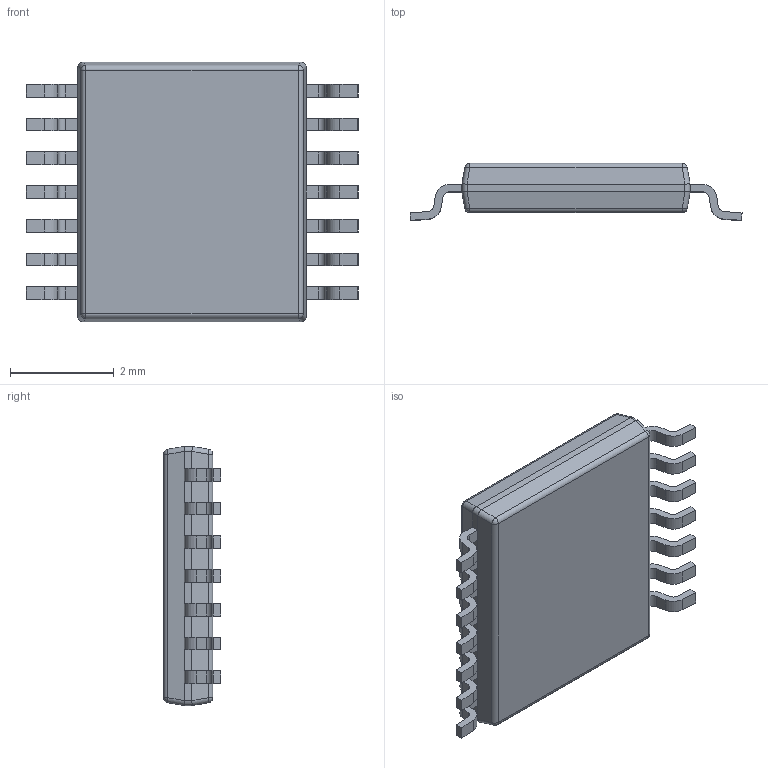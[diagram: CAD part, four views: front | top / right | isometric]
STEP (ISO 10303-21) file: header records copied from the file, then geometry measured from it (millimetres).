
FILE_DESCRIPTION (( 'STEP AP214' ), '1' );
FILE_NAME ('14 TSSOP_21-0066.STEP', '2023-12-08T09:37:18', ( '' ), ( '' ), 'SwSTEP 2.0', 'SolidWorks 2021', '' );
FILE_SCHEMA (( 'AUTOMOTIVE_DESIGN' ));
Length unit declared in the file: millimetre
Products named in the file (1): 14 TSSOP_21-0066
Bounding box: 6.4 x 1.1 x 5 mm (x, y, z)
Volume: 21 mm3; surface area: 74.2 mm2
Topology: 16 solids, 16 shells, 245 faces, 620 edges, 400 vertices
Faces by surface type: plane 157, cylinder 80, sphere 8
Entity records: 7427 total; most frequent: CARTESIAN_POINT 1330, ORIENTED_EDGE 1224, DIRECTION 1224, EDGE_CURVE 612, VECTOR 444, LINE 444, VERTEX_POINT 400, AXIS2_PLACEMENT_3D 390
